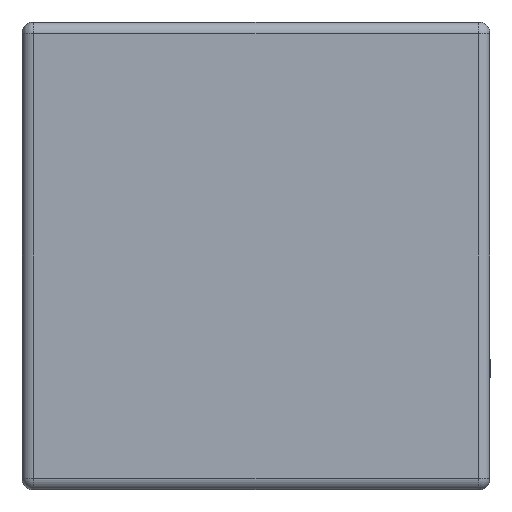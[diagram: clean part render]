
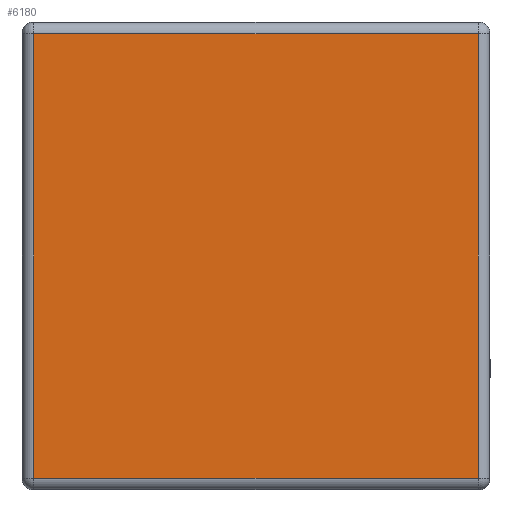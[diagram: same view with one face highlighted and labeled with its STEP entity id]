
A CAD part, left-side view. The second image highlights one B-rep face of the part: STEP entity #6180.
In plain terms, the highlighted planar face has unit normal (-1, 0, 0).
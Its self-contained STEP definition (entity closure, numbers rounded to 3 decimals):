
#523=FACE_OUTER_BOUND('',#885,.T.);
#885=EDGE_LOOP('',(#4462,#4463,#4464,#4465));
#1376=LINE('',#9491,#1984);
#1377=LINE('',#9493,#1985);
#1378=LINE('',#9495,#1986);
#1379=LINE('',#9496,#1987);
#1984=VECTOR('',#7380,1.);
#1985=VECTOR('',#7381,1.);
#1986=VECTOR('',#7382,1.);
#1987=VECTOR('',#7383,1.);
#2770=VERTEX_POINT('',#9489);
#2771=VERTEX_POINT('',#9490);
#2772=VERTEX_POINT('',#9492);
#2773=VERTEX_POINT('',#9494);
#3434=EDGE_CURVE('',#2770,#2771,#1376,.T.);
#3435=EDGE_CURVE('',#2771,#2772,#1377,.T.);
#3436=EDGE_CURVE('',#2772,#2773,#1378,.T.);
#3437=EDGE_CURVE('',#2773,#2770,#1379,.T.);
#4462=ORIENTED_EDGE('',*,*,#3434,.T.);
#4463=ORIENTED_EDGE('',*,*,#3435,.T.);
#4464=ORIENTED_EDGE('',*,*,#3436,.T.);
#4465=ORIENTED_EDGE('',*,*,#3437,.T.);
#5891=PLANE('',#6649);
#6180=ADVANCED_FACE('',(#523),#5891,.T.);
#6649=AXIS2_PLACEMENT_3D('',#9488,#7378,#7379);
#7378=DIRECTION('center_axis',(-1.,0.,0.));
#7379=DIRECTION('ref_axis',(0.,0.,-1.));
#7380=DIRECTION('',(0.,1.,0.));
#7381=DIRECTION('',(0.,0.,-1.));
#7382=DIRECTION('',(0.,-1.,0.));
#7383=DIRECTION('',(0.,0.,1.));
#9488=CARTESIAN_POINT('Origin',(-0.8,0.,0.4));
#9489=CARTESIAN_POINT('',(-0.8,-0.38,0.78));
#9490=CARTESIAN_POINT('',(-0.8,0.38,0.78));
#9491=CARTESIAN_POINT('',(-0.8,0.4,0.78));
#9492=CARTESIAN_POINT('',(-0.8,0.38,0.02));
#9493=CARTESIAN_POINT('',(-0.8,0.38,0.));
#9494=CARTESIAN_POINT('',(-0.8,-0.38,0.02));
#9495=CARTESIAN_POINT('',(-0.8,-0.4,0.02));
#9496=CARTESIAN_POINT('',(-0.8,-0.38,0.8));
